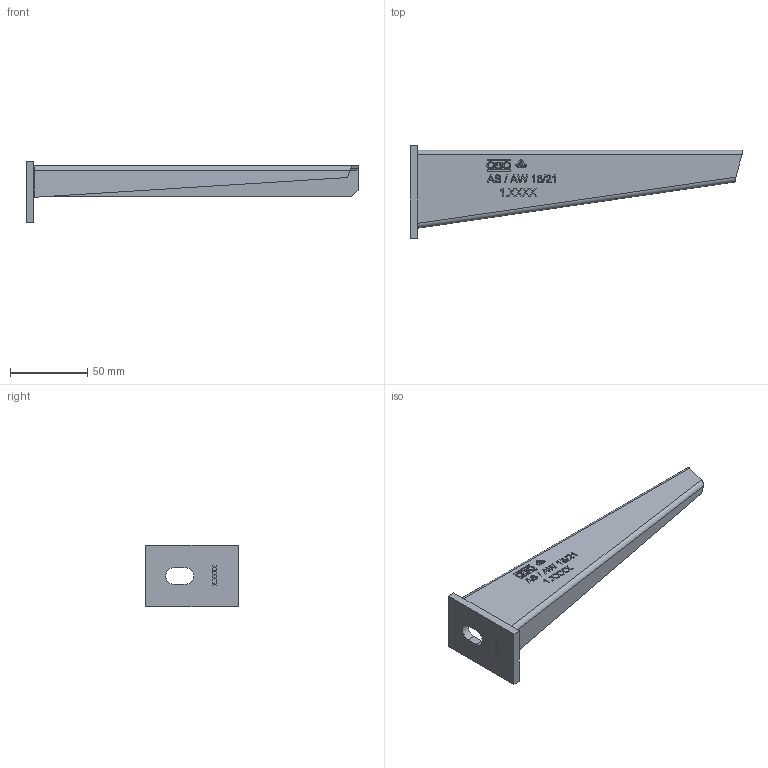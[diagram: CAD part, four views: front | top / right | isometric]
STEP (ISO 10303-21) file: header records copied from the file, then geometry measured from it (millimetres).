
FILE_DESCRIPTION((''),'2;1');
FILE_NAME('6421284_ASM','2014-09-17T',('AndreasKeweloh'),(''),'PRO/ENGINEER BY PARAMETRIC TECHNOLOGY CORPORATION, 2014000','PRO/ENGINEER BY PARAMETRIC TECHNOLOGY CORPORATION, 2014000','');
FILE_SCHEMA(('CONFIG_CONTROL_DESIGN'));
Length unit declared in the file: millimetre
Products named in the file (3): KTS_04_020-031_60X40X5; KTS_04_019-053; 6421284_ASM
Assembly tree (2 placements, depth 2):
  6421284_ASM
    KTS_04_020-031_60X40X5
    KTS_04_019-053
Bounding box: 215 x 60 x 40 mm (x, y, z)
Volume: 31162.8 mm3; surface area: 33464.7 mm2
Topology: 2 solids, 2 shells, 439 faces, 1171 edges, 776 vertices
Faces by surface type: plane 319, extrusion 78, cylinder 38, bspline 4
Entity records: 16032 total; most frequent: CARTESIAN_POINT 5229, ORIENTED_EDGE 2342, DIRECTION 1893, EDGE_CURVE 1171, VECTOR 1011, LINE 933, VERTEX_POINT 776, EDGE_LOOP 481
